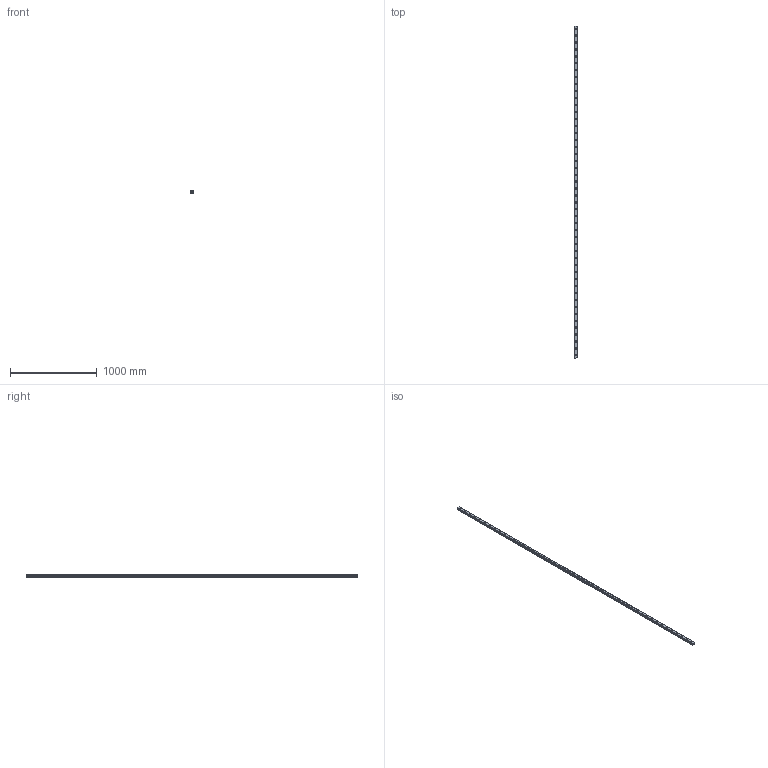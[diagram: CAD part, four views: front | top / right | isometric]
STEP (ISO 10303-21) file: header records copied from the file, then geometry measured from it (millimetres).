
FILE_DESCRIPTION(('STEP AP214'),'1');
FILE_NAME('cctmp_15BF4BFE-FC58-434E-B0F4-EC2C4CF74AB6_2021_02_12_15_52_09_0554..stp','2021-02-12T14:52:09',('HIWIN GmbH'),('CADClick - www.CADClick.com'),'Spatial InterOp 3D',' ','unknown authorization');
FILE_SCHEMA(('AUTOMOTIVE_DESIGN'));
Length unit declared in the file: millimetre
Products named in the file (1): EGR35R3820C_FILE
Bounding box: 34 x 3820 x 27.5 mm (x, y, z)
Volume: 3007277.7 mm3; surface area: 535148.7 mm2
Topology: 1 solids, 1 shells, 539 faces, 1167 edges, 778 vertices
Faces by surface type: cylinder 306, plane 233
Entity records: 19289 total; most frequent: DIRECTION 2859, CARTESIAN_POINT 2485, ORIENTED_EDGE 2334, EDGE_CURVE 1167, AXIS2_PLACEMENT_3D 1152, VERTEX_POINT 778, EDGE_LOOP 687, CIRCLE 612
